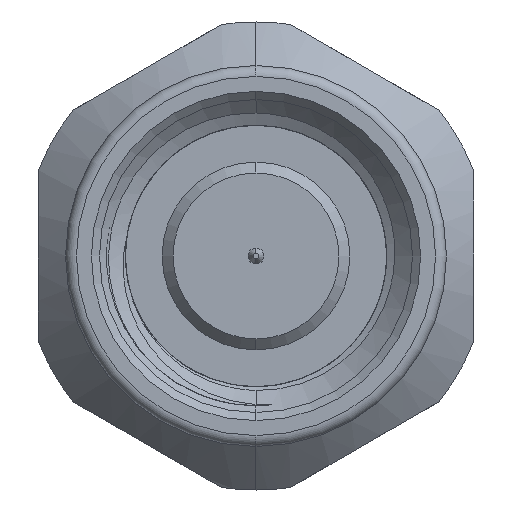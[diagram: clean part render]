
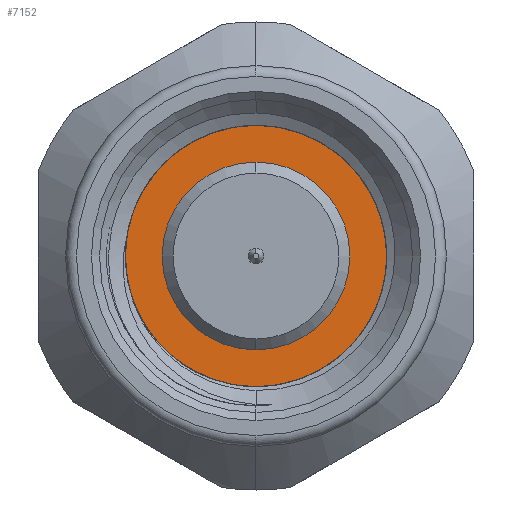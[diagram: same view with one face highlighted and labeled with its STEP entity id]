
A CAD part, left-side view. The second image highlights one B-rep face of the part: STEP entity #7152.
In plain terms, the highlighted planar face has unit normal (-1, 0, 0).
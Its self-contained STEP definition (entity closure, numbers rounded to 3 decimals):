
#192 = EDGE_LOOP ( 'NONE', ( #6670, #466 ) ) ;
#466 = ORIENTED_EDGE ( 'NONE', *, *, #8544, .T. ) ;
#588 = FACE_OUTER_BOUND ( 'NONE', #7040, .T. ) ;
#885 = EDGE_CURVE ( 'NONE', #1120, #4326, #3048, .T. ) ;
#945 = CARTESIAN_POINT ( 'NONE',  ( -15.35, 0., 0. ) ) ;
#1120 = VERTEX_POINT ( 'NONE', #2067 ) ;
#1188 = DIRECTION ( 'NONE',  ( -1., 0., 0. ) ) ;
#1234 = FACE_BOUND ( 'NONE', #192, .T. ) ;
#1756 = CIRCLE ( 'NONE', #4829, 3.25 ) ;
#1986 = ORIENTED_EDGE ( 'NONE', *, *, #5868, .F. ) ;
#1996 = DIRECTION ( 'NONE',  ( 0., 0., 1. ) ) ;
#2067 = CARTESIAN_POINT ( 'NONE',  ( -15.35, 0., -1.725 ) ) ;
#2114 = DIRECTION ( 'NONE',  ( 1., 0., 0. ) ) ;
#2144 = VERTEX_POINT ( 'NONE', #7330 ) ;
#2265 = DIRECTION ( 'NONE',  ( 1., 0., 0. ) ) ;
#2297 = DIRECTION ( 'NONE',  ( 1., 0., 0. ) ) ;
#2303 = AXIS2_PLACEMENT_3D ( 'NONE', #6251, #2114, #2808 ) ;
#2526 = ORIENTED_EDGE ( 'NONE', *, *, #8100, .F. ) ;
#2808 = DIRECTION ( 'NONE',  ( 0., 0., -1. ) ) ;
#2823 = CARTESIAN_POINT ( 'NONE',  ( -15.35, 0., 0. ) ) ;
#3048 = CIRCLE ( 'NONE', #2303, 1.725 ) ;
#3952 = CIRCLE ( 'NONE', #9047, 3.25 ) ;
#4128 = DIRECTION ( 'NONE',  ( 1., 0., 0. ) ) ;
#4326 = VERTEX_POINT ( 'NONE', #7416 ) ;
#4386 = DIRECTION ( 'NONE',  ( 0., 0., -1. ) ) ;
#4829 = AXIS2_PLACEMENT_3D ( 'NONE', #5190, #2297, #7785 ) ;
#5190 = CARTESIAN_POINT ( 'NONE',  ( -15.35, 0., 0. ) ) ;
#5395 = PLANE ( 'NONE',  #7315 ) ;
#5551 = VERTEX_POINT ( 'NONE', #8539 ) ;
#5868 = EDGE_CURVE ( 'NONE', #5551, #2144, #3952, .T. ) ;
#6187 = DIRECTION ( 'NONE',  ( 0., 0., -1. ) ) ;
#6251 = CARTESIAN_POINT ( 'NONE',  ( -15.35, 0., 0. ) ) ;
#6670 = ORIENTED_EDGE ( 'NONE', *, *, #885, .T. ) ;
#7040 = EDGE_LOOP ( 'NONE', ( #1986, #2526 ) ) ;
#7152 = ADVANCED_FACE ( 'NONE', ( #588, #1234 ), #5395, .T. ) ;
#7315 = AXIS2_PLACEMENT_3D ( 'NONE', #7504, #1188, #1996 ) ;
#7330 = CARTESIAN_POINT ( 'NONE',  ( -15.35, 0., 3.25 ) ) ;
#7416 = CARTESIAN_POINT ( 'NONE',  ( -15.35, 0., 1.725 ) ) ;
#7504 = CARTESIAN_POINT ( 'NONE',  ( -15.35, -3.25, 0. ) ) ;
#7604 = CIRCLE ( 'NONE', #8326, 1.725 ) ;
#7785 = DIRECTION ( 'NONE',  ( 0., 0., -1. ) ) ;
#8100 = EDGE_CURVE ( 'NONE', #2144, #5551, #1756, .T. ) ;
#8326 = AXIS2_PLACEMENT_3D ( 'NONE', #2823, #4128, #6187 ) ;
#8539 = CARTESIAN_POINT ( 'NONE',  ( -15.35, 0., -3.25 ) ) ;
#8544 = EDGE_CURVE ( 'NONE', #4326, #1120, #7604, .T. ) ;
#9047 = AXIS2_PLACEMENT_3D ( 'NONE', #945, #2265, #4386 ) ;
